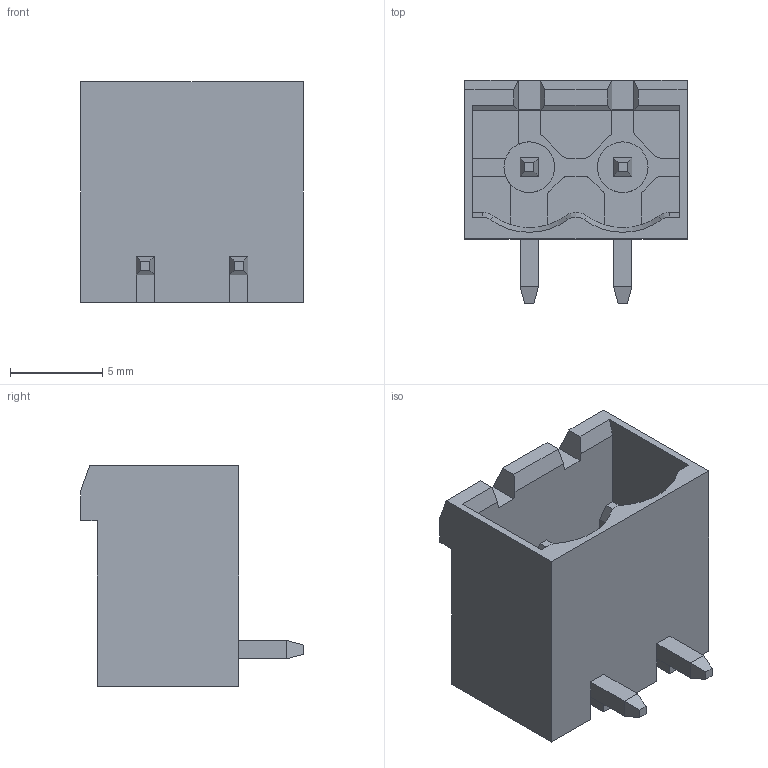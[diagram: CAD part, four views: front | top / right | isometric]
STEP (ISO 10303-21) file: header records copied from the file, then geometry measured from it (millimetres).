
FILE_DESCRIPTION (( 'STEP AP214' ), '1' );
FILE_NAME ('MSTBA 2.5_ 2-G-5.08.STEP', '2024-03-09T08:43:25', ( '' ), ( '' ), 'SwSTEP 2.0', 'SolidWorks 2021', '' );
FILE_SCHEMA (( 'AUTOMOTIVE_DESIGN' ));
Length unit declared in the file: millimetre
Products named in the file (3): MSTBA 2,5xG green_2; MSTBA 2.5_ 2-G-5.08; MSTBA pin
Assembly tree (3 placements, depth 2):
  MSTBA 2.5_ 2-G-5.08
    MSTBA 2,5xG green_2
    MSTBA pin  x2
Bounding box: 12.08 x 12.1 x 12 mm (x, y, z)
Volume: 602.9 mm3; surface area: 1150.3 mm2
Topology: 3 solids, 3 shells, 136 faces, 367 edges, 236 vertices
Faces by surface type: plane 104, cylinder 27, cone 5
Entity records: 3856 total; most frequent: CARTESIAN_POINT 663, ORIENTED_EDGE 654, DIRECTION 638, EDGE_CURVE 327, LINE 264, VECTOR 264, VERTEX_POINT 212, AXIS2_PLACEMENT_3D 187
